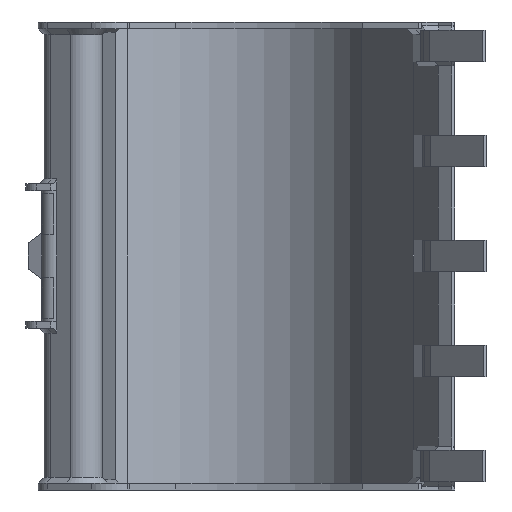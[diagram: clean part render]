
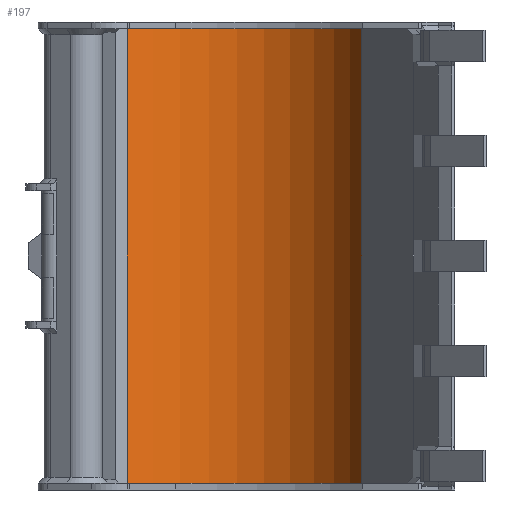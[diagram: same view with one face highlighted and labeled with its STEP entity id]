
A CAD part, left-side view. The second image highlights one B-rep face of the part: STEP entity #197.
In plain terms, the highlighted cylindrical face has radius 280 mm (diameter 560 mm), a partial arc.
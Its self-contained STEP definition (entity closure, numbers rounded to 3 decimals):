
#197 = ADVANCED_FACE( '', ( #699 ), #700, .F. );
#699 = FACE_OUTER_BOUND( '', #1443, .T. );
#700 = CYLINDRICAL_SURFACE( '', #1444, 280. );
#1443 = EDGE_LOOP( '', ( #3064, #3065, #3066, #3067 ) );
#1444 = AXIS2_PLACEMENT_3D( '', #3068, #3069, #3070 );
#3064 = ORIENTED_EDGE( '', *, *, #5577, .T. );
#3065 = ORIENTED_EDGE( '', *, *, #5578, .F. );
#3066 = ORIENTED_EDGE( '', *, *, #5579, .F. );
#3067 = ORIENTED_EDGE( '', *, *, #5580, .T. );
#3068 = CARTESIAN_POINT( '', ( 59.876, -230.5, 390. ) );
#3069 = DIRECTION( '', ( 0., 0., 1. ) );
#3070 = DIRECTION( '', ( 0.866, 0.5, 0. ) );
#5577 = EDGE_CURVE( '', #7004, #7005, #7006, .T. );
#5578 = EDGE_CURVE( '', #7007, #7005, #7008, .T. );
#5579 = EDGE_CURVE( '', #7009, #7007, #7010, .T. );
#5580 = EDGE_CURVE( '', #7009, #7004, #7011, .T. );
#7004 = VERTEX_POINT( '', #9207 );
#7005 = VERTEX_POINT( '', #9208 );
#7006 = CIRCLE( '', #9209, 280. );
#7007 = VERTEX_POINT( '', #9210 );
#7008 = LINE( '', #9211, #9212 );
#7009 = VERTEX_POINT( '', #9213 );
#7010 = CIRCLE( '', #9214, 280. );
#7011 = LINE( '', #9215, #9216 );
#9207 = CARTESIAN_POINT( '', ( 302.363, -90.5, -390. ) );
#9208 = CARTESIAN_POINT( '', ( 155.642, -493.614, -390. ) );
#9209 = AXIS2_PLACEMENT_3D( '', #11078, #11079, #11080 );
#9210 = CARTESIAN_POINT( '', ( 155.642, -493.614, 390. ) );
#9211 = CARTESIAN_POINT( '', ( 155.642, -493.614, 390. ) );
#9212 = VECTOR( '', #11081, 1000. );
#9213 = CARTESIAN_POINT( '', ( 302.363, -90.5, 390. ) );
#9214 = AXIS2_PLACEMENT_3D( '', #11082, #11083, #11084 );
#9215 = CARTESIAN_POINT( '', ( 302.363, -90.5, 390. ) );
#9216 = VECTOR( '', #11085, 1000. );
#11078 = CARTESIAN_POINT( '', ( 59.876, -230.5, -390. ) );
#11079 = DIRECTION( '', ( 0., 0., -1. ) );
#11080 = DIRECTION( '', ( -1., 0., 0. ) );
#11081 = DIRECTION( '', ( 0., 0., -1. ) );
#11082 = CARTESIAN_POINT( '', ( 59.876, -230.5, 390. ) );
#11083 = DIRECTION( '', ( 0., 0., -1. ) );
#11084 = DIRECTION( '', ( -1., 0., 0. ) );
#11085 = DIRECTION( '', ( 0., 0., -1. ) );
